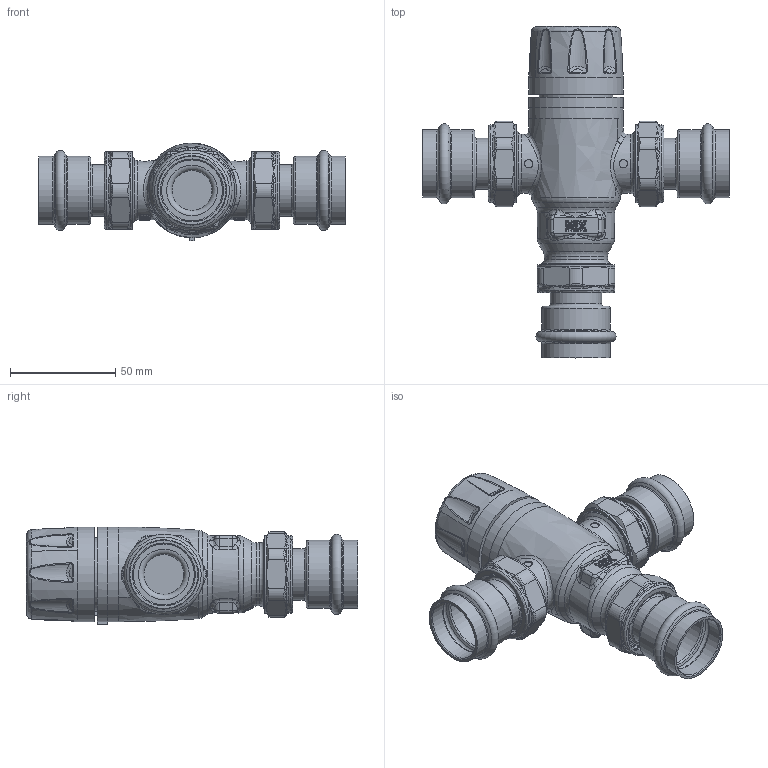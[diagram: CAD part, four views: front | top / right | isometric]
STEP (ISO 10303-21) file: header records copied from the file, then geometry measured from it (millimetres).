
FILE_DESCRIPTION(/* description */ (''),/* implementation_level */ '2;1');
FILE_NAME(/* name */ '521606A_Simplify_1.stp',/* time_stamp */ '2025-07-29T16:38:04-05:00',/* author */ ('ischreiner'),/* organization */ (''),/* preprocessor_version */ 'ST-DEVELOPER v20',/* originating_system */ 'Autodesk Inventor 2025',/* authorisation */ '');
FILE_SCHEMA (('AUTOMOTIVE_DESIGN { 1 0 10303 214 3 1 1 }'));
Length unit declared in the file: inch
Products named in the file (1): 521606A_Simplify_1
Bounding box: 145.64 x 157.87 x 46.5 mm (x, y, z)
Volume: 226210.8 mm3; surface area: 59202.9 mm2
Topology: 7 solids, 7 shells, 1570 faces, 3677 edges, 2017 vertices
Faces by surface type: bspline 619, cylinder 438, plane 217, torus 111, cone 105, sphere 80
Full cylindrical faces by diameter (mm): 2 x1, 4 x2, 8 x1, 9 x1, 19.05 x3, 24.384 x3, 27.686 x3, 28 x2, 28.956 x6, 29.591 x3, 30 x1, 30.5 x3, 31 x1, 32.385 x6, 33.1 x3, 37 x6, 45 x2
Entity records: 87403 total; most frequent: CARTESIAN_POINT 53299, ORIENTED_EDGE 7070, DIRECTION 6338, EDGE_CURVE 3535, AXIS2_PLACEMENT_3D 2702, VERTEX_POINT 2017, EDGE_LOOP 1620, STYLED_ITEM 1577
